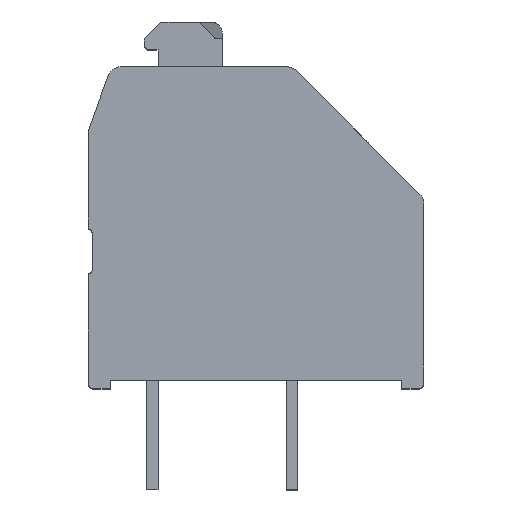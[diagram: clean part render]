
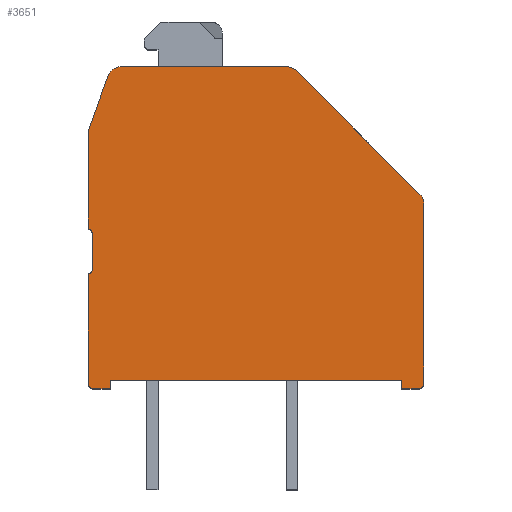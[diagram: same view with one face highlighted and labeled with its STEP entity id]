
A CAD part, top view. The second image highlights one B-rep face of the part: STEP entity #3651.
In plain terms, the highlighted planar face has unit normal (0, 0, 1).
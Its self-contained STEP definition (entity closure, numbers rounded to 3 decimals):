
#85=CIRCLE('',#3750,0.5);
#96=CIRCLE('',#3780,0.15);
#98=CIRCLE('',#3784,0.15);
#100=CIRCLE('',#3789,0.5);
#102=CIRCLE('',#3792,0.5);
#117=CIRCLE('',#3840,0.2);
#118=CIRCLE('',#3846,0.2);
#550=ORIENTED_EDGE('',*,*,#1068,.T.);
#551=ORIENTED_EDGE('',*,*,#1072,.F.);
#552=ORIENTED_EDGE('',*,*,#1075,.T.);
#553=ORIENTED_EDGE('',*,*,#1078,.F.);
#554=ORIENTED_EDGE('',*,*,#1084,.T.);
#555=ORIENTED_EDGE('',*,*,#1166,.T.);
#556=ORIENTED_EDGE('',*,*,#1168,.T.);
#557=ORIENTED_EDGE('',*,*,#1169,.T.);
#558=ORIENTED_EDGE('',*,*,#1063,.T.);
#559=ORIENTED_EDGE('',*,*,#1171,.T.);
#560=ORIENTED_EDGE('',*,*,#1173,.T.);
#561=ORIENTED_EDGE('',*,*,#1174,.T.);
#562=ORIENTED_EDGE('',*,*,#1101,.T.);
#563=ORIENTED_EDGE('',*,*,#1105,.T.);
#564=ORIENTED_EDGE('',*,*,#954,.T.);
#565=ORIENTED_EDGE('',*,*,#978,.T.);
#566=ORIENTED_EDGE('',*,*,#931,.T.);
#567=ORIENTED_EDGE('',*,*,#1108,.T.);
#568=ORIENTED_EDGE('',*,*,#1110,.T.);
#931=EDGE_CURVE('',#1322,#1321,#1576,.T.);
#954=EDGE_CURVE('',#1344,#1343,#1595,.T.);
#978=EDGE_CURVE('',#1343,#1322,#85,.T.);
#1063=EDGE_CURVE('',#1425,#1424,#1672,.T.);
#1068=EDGE_CURVE('',#1430,#1429,#1677,.T.);
#1072=EDGE_CURVE('',#1432,#1429,#96,.T.);
#1075=EDGE_CURVE('',#1432,#1434,#1682,.T.);
#1078=EDGE_CURVE('',#1436,#1434,#98,.T.);
#1084=EDGE_CURVE('',#1436,#1440,#1689,.T.);
#1101=EDGE_CURVE('',#1453,#1452,#1706,.T.);
#1105=EDGE_CURVE('',#1452,#1344,#100,.T.);
#1108=EDGE_CURVE('',#1321,#1456,#102,.T.);
#1110=EDGE_CURVE('',#1456,#1430,#1711,.T.);
#1166=EDGE_CURVE('',#1440,#1485,#117,.T.);
#1168=EDGE_CURVE('',#1485,#1486,#1754,.T.);
#1169=EDGE_CURVE('',#1486,#1425,#1755,.T.);
#1171=EDGE_CURVE('',#1424,#1487,#1757,.T.);
#1173=EDGE_CURVE('',#1487,#1488,#1759,.T.);
#1174=EDGE_CURVE('',#1488,#1453,#118,.T.);
#1321=VERTEX_POINT('',#4701);
#1322=VERTEX_POINT('',#4703);
#1343=VERTEX_POINT('',#4748);
#1344=VERTEX_POINT('',#4750);
#1424=VERTEX_POINT('',#4996);
#1425=VERTEX_POINT('',#4998);
#1429=VERTEX_POINT('',#5007);
#1430=VERTEX_POINT('',#5009);
#1432=VERTEX_POINT('',#5015);
#1434=VERTEX_POINT('',#5021);
#1436=VERTEX_POINT('',#5027);
#1440=VERTEX_POINT('',#5038);
#1452=VERTEX_POINT('',#5068);
#1453=VERTEX_POINT('',#5070);
#1456=VERTEX_POINT('',#5081);
#1485=VERTEX_POINT('',#5201);
#1486=VERTEX_POINT('',#5205);
#1487=VERTEX_POINT('',#5211);
#1488=VERTEX_POINT('',#5215);
#1576=LINE('',#4702,#1892);
#1595=LINE('',#4749,#1911);
#1672=LINE('',#4997,#1988);
#1677=LINE('',#5008,#1993);
#1682=LINE('',#5022,#1998);
#1689=LINE('',#5039,#2005);
#1706=LINE('',#5069,#2022);
#1711=LINE('',#5085,#2027);
#1754=LINE('',#5206,#2070);
#1755=LINE('',#5208,#2071);
#1757=LINE('',#5212,#2073);
#1759=LINE('',#5216,#2075);
#1892=VECTOR('',#3961,1000.);
#1911=VECTOR('',#3992,1000.);
#1988=VECTOR('',#4153,1000.);
#1993=VECTOR('',#4160,1000.);
#1998=VECTOR('',#4173,1000.);
#2005=VECTOR('',#4188,1000.);
#2022=VECTOR('',#4207,1000.);
#2027=VECTOR('',#4226,1000.);
#2070=VECTOR('',#4365,1000.);
#2071=VECTOR('',#4368,1000.);
#2073=VECTOR('',#4372,1000.);
#2075=VECTOR('',#4376,1000.);
#2267=EDGE_LOOP('',(#550,#551,#552,#553,#554,#555,#556,#557,#558,#559,#560,
#561,#562,#563,#564,#565,#566,#567,#568));
#2414=FACE_BOUND('',#2267,.T.);
#2527=PLANE('',#3847);
#3651=ADVANCED_FACE('',(#2414),#2527,.T.);
#3750=AXIS2_PLACEMENT_3D('',#4794,#4037,#4038);
#3780=AXIS2_PLACEMENT_3D('',#5016,#4167,#4168);
#3784=AXIS2_PLACEMENT_3D('',#5028,#4179,#4180);
#3789=AXIS2_PLACEMENT_3D('',#5076,#4214,#4215);
#3792=AXIS2_PLACEMENT_3D('',#5082,#4221,#4222);
#3840=AXIS2_PLACEMENT_3D('',#5202,#4360,#4361);
#3846=AXIS2_PLACEMENT_3D('',#5218,#4379,#4380);
#3847=AXIS2_PLACEMENT_3D('',#5219,#4381,#4382);
#3961=DIRECTION('',(-1.,0.,0.));
#3992=DIRECTION('',(-0.707,0.707,0.));
#4037=DIRECTION('',(0.,0.,1.));
#4038=DIRECTION('',(1.,0.,0.));
#4153=DIRECTION('',(1.,0.,0.));
#4160=DIRECTION('',(0.,-1.,0.));
#4167=DIRECTION('',(0.,0.,1.));
#4168=DIRECTION('',(1.,0.,0.));
#4173=DIRECTION('',(0.,-1.,0.));
#4179=DIRECTION('',(0.,0.,1.));
#4180=DIRECTION('',(1.,0.,0.));
#4188=DIRECTION('',(0.,-1.,0.));
#4207=DIRECTION('',(0.,1.,0.));
#4214=DIRECTION('',(0.,0.,1.));
#4215=DIRECTION('',(1.,0.,0.));
#4221=DIRECTION('',(0.,0.,1.));
#4222=DIRECTION('',(1.,0.,0.));
#4226=DIRECTION('',(-0.342,-0.94,0.));
#4360=DIRECTION('',(0.,0.,1.));
#4361=DIRECTION('',(1.,0.,0.));
#4365=DIRECTION('',(1.,0.,0.));
#4368=DIRECTION('',(0.,1.,0.));
#4372=DIRECTION('',(0.,-1.,0.));
#4376=DIRECTION('',(1.,0.,0.));
#4379=DIRECTION('',(0.,0.,1.));
#4380=DIRECTION('',(1.,0.,0.));
#4381=DIRECTION('',(0.,0.,1.));
#4382=DIRECTION('',(1.,0.,0.));
#4701=CARTESIAN_POINT('',(-6.113,11.5,12.));
#4702=CARTESIAN_POINT('',(-0.207,11.5,12.));
#4703=CARTESIAN_POINT('',(-0.207,11.5,12.));
#4748=CARTESIAN_POINT('',(0.146,11.354,12.));
#4749=CARTESIAN_POINT('',(4.554,6.946,12.));
#4750=CARTESIAN_POINT('',(4.554,6.946,12.));
#4794=CARTESIAN_POINT('',(-0.207,11.,12.));
#4996=CARTESIAN_POINT('',(3.9,0.3,12.));
#4997=CARTESIAN_POINT('',(-6.5,0.3,12.));
#4998=CARTESIAN_POINT('',(-6.5,0.3,12.));
#5007=CARTESIAN_POINT('',(-7.3,5.7,12.));
#5008=CARTESIAN_POINT('',(-7.3,9.2,12.));
#5009=CARTESIAN_POINT('',(-7.3,9.2,12.));
#5015=CARTESIAN_POINT('',(-7.15,5.55,12.));
#5016=CARTESIAN_POINT('',(-7.3,5.55,12.));
#5021=CARTESIAN_POINT('',(-7.15,4.25,12.));
#5022=CARTESIAN_POINT('',(-7.15,5.55,12.));
#5027=CARTESIAN_POINT('',(-7.3,4.1,12.));
#5028=CARTESIAN_POINT('',(-7.3,4.25,12.));
#5038=CARTESIAN_POINT('',(-7.3,0.2,12.));
#5039=CARTESIAN_POINT('',(-7.3,4.1,12.));
#5068=CARTESIAN_POINT('',(4.7,6.593,12.));
#5069=CARTESIAN_POINT('',(4.7,0.2,12.));
#5070=CARTESIAN_POINT('',(4.7,0.2,12.));
#5076=CARTESIAN_POINT('',(4.2,6.593,12.));
#5081=CARTESIAN_POINT('',(-6.583,11.171,12.));
#5082=CARTESIAN_POINT('',(-6.113,11.,12.));
#5085=CARTESIAN_POINT('',(-6.583,11.171,12.));
#5201=CARTESIAN_POINT('',(-7.1,0.,12.));
#5202=CARTESIAN_POINT('',(-7.1,0.2,12.));
#5205=CARTESIAN_POINT('',(-6.5,0.,12.));
#5206=CARTESIAN_POINT('',(-7.1,0.,12.));
#5208=CARTESIAN_POINT('',(-6.5,0.,12.));
#5211=CARTESIAN_POINT('',(3.9,0.,12.));
#5212=CARTESIAN_POINT('',(3.9,0.3,12.));
#5215=CARTESIAN_POINT('',(4.5,0.,12.));
#5216=CARTESIAN_POINT('',(3.9,0.,12.));
#5218=CARTESIAN_POINT('',(4.5,0.2,12.));
#5219=CARTESIAN_POINT('',(-7.3,5.55,12.));
